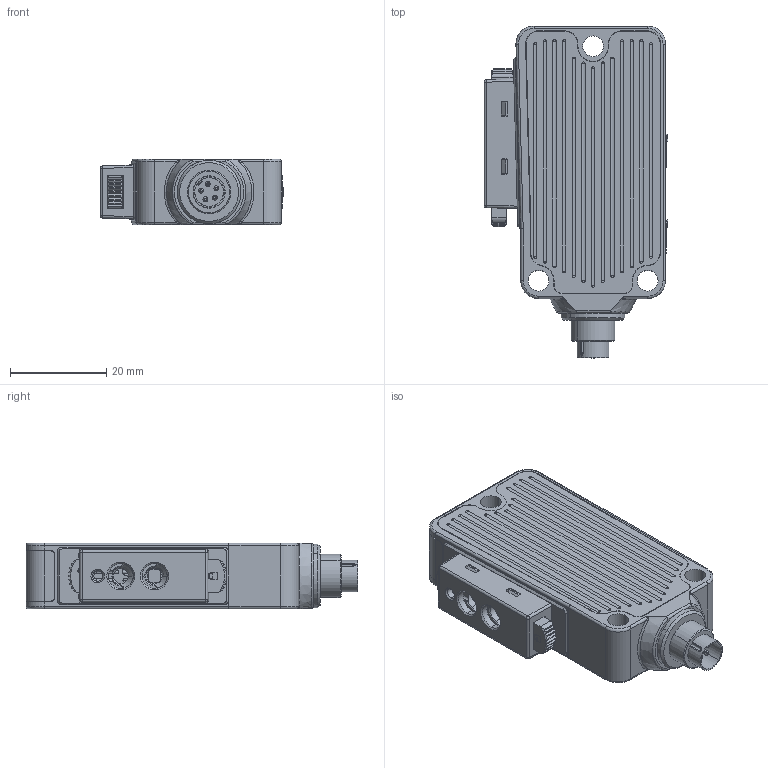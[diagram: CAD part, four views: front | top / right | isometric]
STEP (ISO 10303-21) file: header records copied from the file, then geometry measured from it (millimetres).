
FILE_DESCRIPTION((''),'2;1');
FILE_NAME('CAD1620','2012-02-24T',('cludewig'),(''),'PRO/ENGINEER BY PARAMETRIC TECHNOLOGY CORPORATION, 2007250','PRO/ENGINEER BY PARAMETRIC TECHNOLOGY CORPORATION, 2007250','');
FILE_SCHEMA(('CONFIG_CONTROL_DESIGN'));
Products named in the file (1): CAD1620
Bounding box: 38.1 x 68.8 x 13.6 mm (x, y, z)
Volume: 15320.3 mm3; surface area: 25909.7 mm2
Topology: 1 solids, 2 shells, 2534 faces, 6826 edges, 4314 vertices
Faces by surface type: plane 1462, cylinder 730, cone 127, sphere 92, bspline 74, torus 49
Entity records: 93983 total; most frequent: CARTESIAN_POINT 30603, ORIENTED_EDGE 13652, DIRECTION 12610, EDGE_CURVE 6826, VECTOR 4622, LINE 4622, VERTEX_POINT 4314, AXIS2_PLACEMENT_3D 3994
